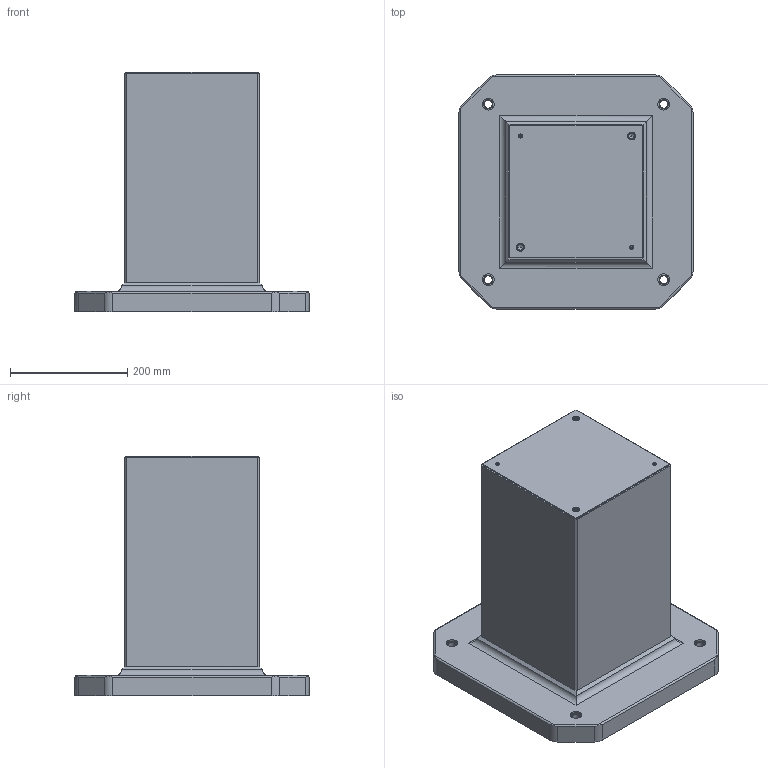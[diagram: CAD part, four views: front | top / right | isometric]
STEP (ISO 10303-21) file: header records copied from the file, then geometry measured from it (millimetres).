
FILE_DESCRIPTION(('STEP AP214'),'1');
FILE_NAME(' ',' ',('TraceParts'),('TraceParts S.A.'),'XStep 1.0',' ',' ');
FILE_SCHEMA(('automotive_design'));
Length unit declared in the file: millimetre
Products named in the file (1): 1
Bounding box: 400 x 400 x 410 mm (x, y, z)
Volume: 25368635.9 mm3; surface area: 709599.9 mm2
Topology: 1 solids, 1 shells, 674 faces, 1600 edges, 948 vertices
Faces by surface type: cone 232, torus 216, cylinder 176, plane 50
Entity records: 37894 total; most frequent: DIRECTION 4034, CARTESIAN_POINT 3341, STYLED_ITEM 3223, PRESENTATION_STYLE_ASSIGNMENT 3223, COLOUR_RGB 3223, ORIENTED_EDGE 3200, AXIS2_PLACEMENT_3D 1775, EDGE_CURVE 1600
